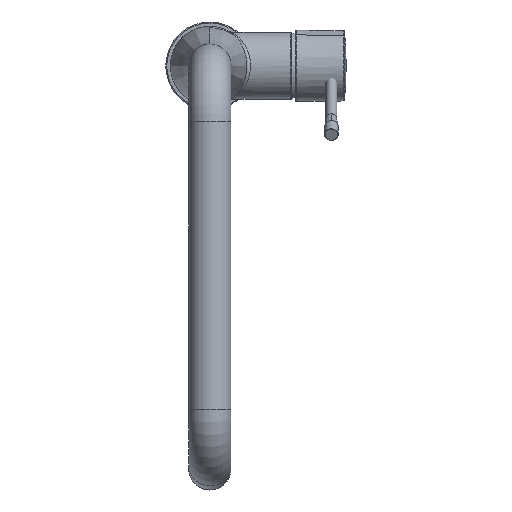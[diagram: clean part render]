
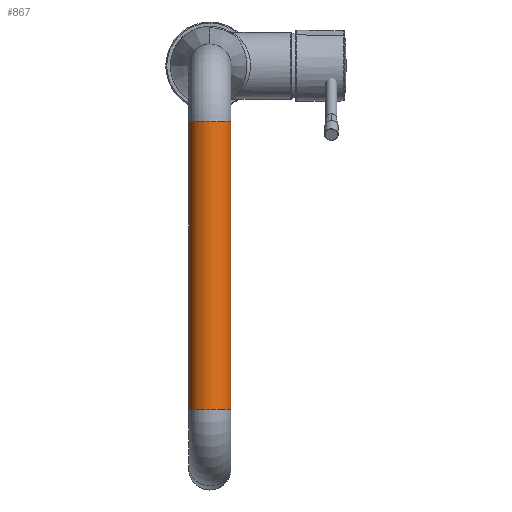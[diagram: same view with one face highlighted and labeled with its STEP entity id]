
A CAD part, top view. The second image highlights one B-rep face of the part: STEP entity #867.
In plain terms, the highlighted cylindrical face has radius 11.5 mm (diameter 23 mm), a full revolution.
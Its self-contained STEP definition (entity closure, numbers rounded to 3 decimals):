
#143=CYLINDRICAL_SURFACE('',#932,11.5);
#167=ORIENTED_EDGE('',*,*,#323,.F.);
#168=ORIENTED_EDGE('',*,*,#324,.T.);
#323=EDGE_CURVE('',#411,#411,#478,.F.);
#324=EDGE_CURVE('',#412,#412,#479,.F.);
#411=VERTEX_POINT('',#1101);
#412=VERTEX_POINT('',#1104);
#478=CIRCLE('',#931,11.5);
#479=CIRCLE('',#933,11.5);
#504=EDGE_LOOP('',(#167));
#505=EDGE_LOOP('',(#168));
#566=FACE_BOUND('',#504,.T.);
#567=FACE_BOUND('',#505,.T.);
#867=ADVANCED_FACE('',(#566,#567),#143,.T.);
#931=AXIS2_PLACEMENT_3D('',#1100,#995,#996);
#932=AXIS2_PLACEMENT_3D('',#1102,#997,#998);
#933=AXIS2_PLACEMENT_3D('',#1103,#999,#1000);
#995=DIRECTION('',(0.,1.,0.));
#996=DIRECTION('',(-1.,0.,0.));
#997=DIRECTION('',(0.,-1.,0.));
#998=DIRECTION('',(0.,0.,1.));
#999=DIRECTION('',(0.,1.,0.));
#1000=DIRECTION('',(-1.,0.,0.));
#1100=CARTESIAN_POINT('',(0.,-187.509,284.466));
#1101=CARTESIAN_POINT('',(-11.5,-187.509,284.466));
#1102=CARTESIAN_POINT('',(0.,-31.,284.466));
#1103=CARTESIAN_POINT('',(0.,-31.,284.466));
#1104=CARTESIAN_POINT('',(-11.5,-31.,284.466));
